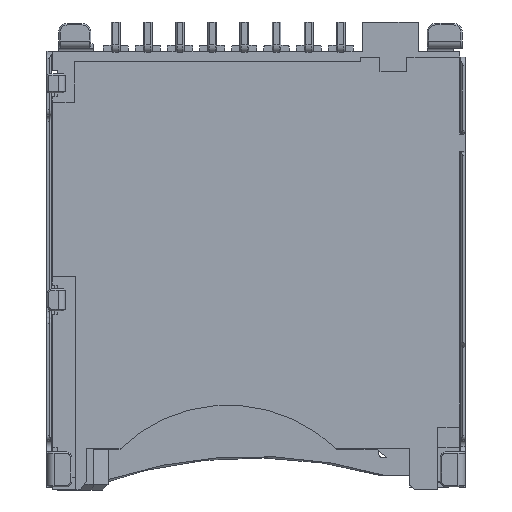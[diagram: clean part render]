
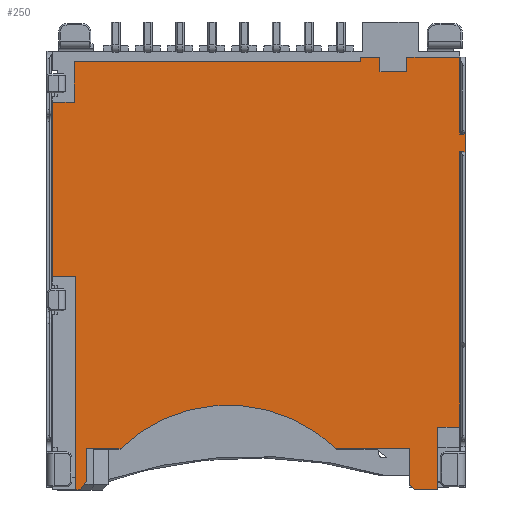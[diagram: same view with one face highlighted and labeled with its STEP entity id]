
A CAD part, top view. The second image highlights one B-rep face of the part: STEP entity #250.
In plain terms, the highlighted planar face has unit normal (0, 0, 1).
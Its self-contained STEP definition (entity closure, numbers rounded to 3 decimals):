
#250=ADVANCED_FACE('',(#1352),#1353,.T.);
#1352=FACE_OUTER_BOUND('',#3217,.T.);
#1353=PLANE('',#3218);
#3217=EDGE_LOOP('',(#6263,#6264,#6265,#6266,#6267,#6268,#6269,#6270,#6271,#6272,#6273,#6274,#6275,#6276,#6277,#6278,#6279,#6280,#6281,#6282,#6283,#6284,#6285,#6286,#6287,#6288,#6289,#6290));
#3218=AXIS2_PLACEMENT_3D('',#6291,#6292,#6293);
#6263=ORIENTED_EDGE('',*,*,#13268,.T.);
#6264=ORIENTED_EDGE('',*,*,#13060,.F.);
#6265=ORIENTED_EDGE('',*,*,#13269,.F.);
#6266=ORIENTED_EDGE('',*,*,#13270,.T.);
#6267=ORIENTED_EDGE('',*,*,#13051,.F.);
#6268=ORIENTED_EDGE('',*,*,#13049,.F.);
#6269=ORIENTED_EDGE('',*,*,#13271,.F.);
#6270=ORIENTED_EDGE('',*,*,#13000,.F.);
#6271=ORIENTED_EDGE('',*,*,#13272,.F.);
#6272=ORIENTED_EDGE('',*,*,#12885,.F.);
#6273=ORIENTED_EDGE('',*,*,#13273,.F.);
#6274=ORIENTED_EDGE('',*,*,#13274,.F.);
#6275=ORIENTED_EDGE('',*,*,#13275,.F.);
#6276=ORIENTED_EDGE('',*,*,#13276,.F.);
#6277=ORIENTED_EDGE('',*,*,#13277,.F.);
#6278=ORIENTED_EDGE('',*,*,#13278,.F.);
#6279=ORIENTED_EDGE('',*,*,#13279,.F.);
#6280=ORIENTED_EDGE('',*,*,#13280,.F.);
#6281=ORIENTED_EDGE('',*,*,#13281,.F.);
#6282=ORIENTED_EDGE('',*,*,#13282,.F.);
#6283=ORIENTED_EDGE('',*,*,#13283,.F.);
#6284=ORIENTED_EDGE('',*,*,#13284,.F.);
#6285=ORIENTED_EDGE('',*,*,#13285,.F.);
#6286=ORIENTED_EDGE('',*,*,#13286,.F.);
#6287=ORIENTED_EDGE('',*,*,#13287,.F.);
#6288=ORIENTED_EDGE('',*,*,#13267,.F.);
#6289=ORIENTED_EDGE('',*,*,#13263,.T.);
#6290=ORIENTED_EDGE('',*,*,#13288,.F.);
#6291=CARTESIAN_POINT('',(-1.662,3.545,-0.38));
#6292=DIRECTION('',(0.0,0.0,1.0));
#6293=DIRECTION('',(1.0,0.0,0.0));
#12885=EDGE_CURVE('',#15755,#15757,#15758,.T.);
#13000=EDGE_CURVE('',#15951,#15953,#15954,.T.);
#13049=EDGE_CURVE('',#16034,#16036,#16037,.T.);
#13051=EDGE_CURVE('',#16036,#16039,#16040,.T.);
#13060=EDGE_CURVE('',#16052,#16054,#16055,.T.);
#13263=EDGE_CURVE('',#16387,#16385,#16388,.T.);
#13267=EDGE_CURVE('',#16387,#16390,#16394,.T.);
#13268=EDGE_CURVE('',#16395,#16054,#16396,.T.);
#13269=EDGE_CURVE('',#16397,#16052,#16398,.T.);
#13270=EDGE_CURVE('',#16397,#16039,#16399,.T.);
#13271=EDGE_CURVE('',#15953,#16034,#16400,.T.);
#13272=EDGE_CURVE('',#15757,#15951,#16401,.T.);
#13273=EDGE_CURVE('',#16402,#15755,#16403,.T.);
#13274=EDGE_CURVE('',#16404,#16402,#16405,.T.);
#13275=EDGE_CURVE('',#16406,#16404,#16407,.T.);
#13276=EDGE_CURVE('',#16408,#16406,#16409,.T.);
#13277=EDGE_CURVE('',#16410,#16408,#16411,.T.);
#13278=EDGE_CURVE('',#16412,#16410,#16413,.T.);
#13279=EDGE_CURVE('',#16414,#16412,#16415,.T.);
#13280=EDGE_CURVE('',#16416,#16414,#16417,.T.);
#13281=EDGE_CURVE('',#16418,#16416,#16419,.T.);
#13282=EDGE_CURVE('',#16420,#16418,#16421,.T.);
#13283=EDGE_CURVE('',#16422,#16420,#16423,.T.);
#13284=EDGE_CURVE('',#16424,#16422,#16425,.T.);
#13285=EDGE_CURVE('',#16426,#16424,#16427,.T.);
#13286=EDGE_CURVE('',#16428,#16426,#16429,.T.);
#13287=EDGE_CURVE('',#16390,#16428,#16430,.T.);
#13288=EDGE_CURVE('',#16395,#16385,#16431,.T.);
#15755=VERTEX_POINT('',#20099);
#15757=VERTEX_POINT('',#20102);
#15758=LINE('',#20103,#20104);
#15951=VERTEX_POINT('',#20389);
#15953=VERTEX_POINT('',#20392);
#15954=LINE('',#20393,#20394);
#16034=VERTEX_POINT('',#20521);
#16036=VERTEX_POINT('',#20524);
#16037=LINE('',#20525,#20526);
#16039=VERTEX_POINT('',#20529);
#16040=LINE('',#20530,#20531);
#16052=VERTEX_POINT('',#20550);
#16054=VERTEX_POINT('',#20553);
#16055=LINE('',#20554,#20555);
#16385=VERTEX_POINT('',#21051);
#16387=VERTEX_POINT('',#21054);
#16388=LINE('',#21055,#21056);
#16390=VERTEX_POINT('',#21059);
#16394=LINE('',#21065,#21066);
#16395=VERTEX_POINT('',#21067);
#16396=CIRCLE('',#21068,5.313);
#16397=VERTEX_POINT('',#21069);
#16398=LINE('',#21070,#21071);
#16399=LINE('',#21072,#21073);
#16400=LINE('',#21074,#21075);
#16401=LINE('',#21076,#21077);
#16402=VERTEX_POINT('',#21078);
#16403=LINE('',#21079,#21080);
#16404=VERTEX_POINT('',#21081);
#16405=LINE('',#21082,#21083);
#16406=VERTEX_POINT('',#21084);
#16407=LINE('',#21085,#21086);
#16408=VERTEX_POINT('',#21087);
#16409=LINE('',#21088,#21089);
#16410=VERTEX_POINT('',#21090);
#16411=LINE('',#21091,#21092);
#16412=VERTEX_POINT('',#21093);
#16413=LINE('',#21094,#21095);
#16414=VERTEX_POINT('',#21096);
#16415=LINE('',#21097,#21098);
#16416=VERTEX_POINT('',#21099);
#16417=LINE('',#21100,#21101);
#16418=VERTEX_POINT('',#21102);
#16419=LINE('',#21103,#21104);
#16420=VERTEX_POINT('',#21105);
#16421=LINE('',#21106,#21107);
#16422=VERTEX_POINT('',#21108);
#16423=LINE('',#21109,#21110);
#16424=VERTEX_POINT('',#21111);
#16425=LINE('',#21112,#21113);
#16426=VERTEX_POINT('',#21114);
#16427=LINE('',#21115,#21116);
#16428=VERTEX_POINT('',#21117);
#16429=LINE('',#21118,#21119);
#16430=LINE('',#21120,#21121);
#16431=LINE('',#21122,#21123);
#20099=CARTESIAN_POINT('',(10.595,3.385,-0.38));
#20102=CARTESIAN_POINT('',(10.595,2.785,-0.38));
#20103=CARTESIAN_POINT('',(10.595,3.385,-0.38));
#20104=VECTOR('',#26196,0.6);
#20389=CARTESIAN_POINT('',(10.405,2.785,-0.38));
#20392=CARTESIAN_POINT('',(10.405,-6.635,-0.38));
#20393=CARTESIAN_POINT('',(10.405,2.785,-0.38));
#20394=VECTOR('',#26363,9.42);
#20521=CARTESIAN_POINT('',(9.655,-6.635,-0.38));
#20524=CARTESIAN_POINT('',(9.655,-8.785,-0.38));
#20525=CARTESIAN_POINT('',(9.655,-6.635,-0.38));
#20526=VECTOR('',#26412,2.15);
#20529=CARTESIAN_POINT('',(8.855,-8.785,-0.38));
#20530=CARTESIAN_POINT('',(9.655,-8.785,-0.38));
#20531=VECTOR('',#26414,0.8);
#20550=CARTESIAN_POINT('',(8.705,-7.385,-0.38));
#20553=CARTESIAN_POINT('',(6.195,-7.385,-0.38));
#20554=CARTESIAN_POINT('',(8.705,-7.385,-0.38));
#20555=VECTOR('',#26423,2.51);
#21051=CARTESIAN_POINT('',(-2.355,-7.385,-0.38));
#21054=CARTESIAN_POINT('',(-2.355,-8.505,-0.38));
#21055=CARTESIAN_POINT('',(-2.355,-8.505,-0.38));
#21056=VECTOR('',#26696,1.12);
#21059=CARTESIAN_POINT('',(-2.565,-8.785,-0.38));
#21065=CARTESIAN_POINT('',(-2.355,-8.505,-0.38));
#21066=VECTOR('',#26700,0.35);
#21067=CARTESIAN_POINT('',(-1.205,-7.385,-0.38));
#21068=AXIS2_PLACEMENT_3D('',#26701,#26702,#26703);
#21069=CARTESIAN_POINT('',(8.705,-8.585,-0.38));
#21070=CARTESIAN_POINT('',(8.705,-8.585,-0.38));
#21071=VECTOR('',#26704,1.2);
#21072=CARTESIAN_POINT('',(8.705,-8.585,-0.38));
#21073=VECTOR('',#26705,0.25);
#21074=CARTESIAN_POINT('',(10.405,-6.635,-0.38));
#21075=VECTOR('',#26706,0.75);
#21076=CARTESIAN_POINT('',(10.595,2.785,-0.38));
#21077=VECTOR('',#26707,0.19);
#21078=CARTESIAN_POINT('',(10.405,3.385,-0.38));
#21079=CARTESIAN_POINT('',(10.405,3.385,-0.38));
#21080=VECTOR('',#26708,0.19);
#21081=CARTESIAN_POINT('',(10.405,6.015,-0.38));
#21082=CARTESIAN_POINT('',(10.405,6.015,-0.38));
#21083=VECTOR('',#26709,2.63);
#21084=CARTESIAN_POINT('',(8.605,6.015,-0.38));
#21085=CARTESIAN_POINT('',(8.605,6.015,-0.38));
#21086=VECTOR('',#26710,1.8);
#21087=CARTESIAN_POINT('',(8.605,5.515,-0.38));
#21088=CARTESIAN_POINT('',(8.605,5.515,-0.38));
#21089=VECTOR('',#26711,0.5);
#21090=CARTESIAN_POINT('',(7.685,5.515,-0.38));
#21091=CARTESIAN_POINT('',(7.685,5.515,-0.38));
#21092=VECTOR('',#26712,0.92);
#21093=CARTESIAN_POINT('',(7.685,6.015,-0.38));
#21094=CARTESIAN_POINT('',(7.685,6.015,-0.38));
#21095=VECTOR('',#26713,0.5);
#21096=CARTESIAN_POINT('',(7.035,6.015,-0.38));
#21097=CARTESIAN_POINT('',(7.035,6.015,-0.38));
#21098=VECTOR('',#26714,0.65);
#21099=CARTESIAN_POINT('',(7.035,5.865,-0.38));
#21100=CARTESIAN_POINT('',(7.035,5.865,-0.38));
#21101=VECTOR('',#26715,0.15);
#21102=CARTESIAN_POINT('',(-2.765,5.865,-0.38));
#21103=CARTESIAN_POINT('',(-2.765,5.865,-0.38));
#21104=VECTOR('',#26716,9.8);
#21105=CARTESIAN_POINT('',(-2.765,4.465,-0.38));
#21106=CARTESIAN_POINT('',(-2.765,4.465,-0.38));
#21107=VECTOR('',#26717,1.4);
#21108=CARTESIAN_POINT('',(-3.515,4.465,-0.38));
#21109=CARTESIAN_POINT('',(-3.515,4.465,-0.38));
#21110=VECTOR('',#26718,0.75);
#21111=CARTESIAN_POINT('',(-3.515,-1.485,-0.38));
#21112=CARTESIAN_POINT('',(-3.515,-1.485,-0.38));
#21113=VECTOR('',#26719,5.95);
#21114=CARTESIAN_POINT('',(-2.715,-1.485,-0.38));
#21115=CARTESIAN_POINT('',(-2.715,-1.485,-0.38));
#21116=VECTOR('',#26720,0.8);
#21117=CARTESIAN_POINT('',(-2.715,-8.785,-0.38));
#21118=CARTESIAN_POINT('',(-2.715,-8.785,-0.38));
#21119=VECTOR('',#26721,7.3);
#21120=CARTESIAN_POINT('',(-2.565,-8.785,-0.38));
#21121=VECTOR('',#26722,0.15);
#21122=CARTESIAN_POINT('',(-1.205,-7.385,-0.38));
#21123=VECTOR('',#26723,1.15);
#26196=DIRECTION('',(0.0,-1.0,0.0));
#26363=DIRECTION('',(0.0,-1.0,0.0));
#26412=DIRECTION('',(0.0,-1.0,0.0));
#26414=DIRECTION('',(-1.0,0.0,0.0));
#26423=DIRECTION('',(-1.0,0.0,0.0));
#26696=DIRECTION('',(0.,1.0,0.0));
#26700=DIRECTION('',(-0.6,-0.8,0.0));
#26701=CARTESIAN_POINT('',(2.495,-11.199,-0.38));
#26702=DIRECTION('',(0.0,0.0,-1.0));
#26703=DIRECTION('',(-0.696,0.718,0.0));
#26704=DIRECTION('',(0.0,1.0,0.0));
#26705=DIRECTION('',(0.6,-0.8,0.0));
#26706=DIRECTION('',(-1.0,0.0,0.0));
#26707=DIRECTION('',(-1.0,0.0,0.0));
#26708=DIRECTION('',(1.0,0.0,0.0));
#26709=DIRECTION('',(0.0,-1.0,0.0));
#26710=DIRECTION('',(1.0,0.0,0.0));
#26711=DIRECTION('',(0.0,1.0,0.0));
#26712=DIRECTION('',(1.0,0.0,0.0));
#26713=DIRECTION('',(0.0,-1.0,0.0));
#26714=DIRECTION('',(1.0,0.0,0.0));
#26715=DIRECTION('',(0.0,1.0,0.0));
#26716=DIRECTION('',(1.0,0.0,0.0));
#26717=DIRECTION('',(0.0,1.0,0.0));
#26718=DIRECTION('',(1.0,0.0,0.0));
#26719=DIRECTION('',(0.0,1.0,0.0));
#26720=DIRECTION('',(-1.0,0.0,0.0));
#26721=DIRECTION('',(0.0,1.0,0.0));
#26722=DIRECTION('',(-1.0,0.0,0.0));
#26723=DIRECTION('',(-1.0,0.0,0.0));
